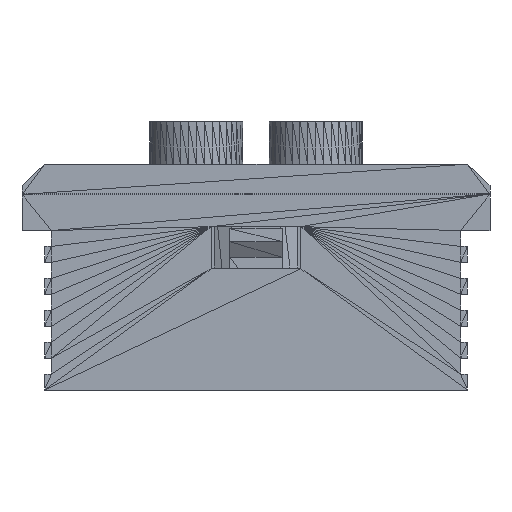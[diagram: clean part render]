
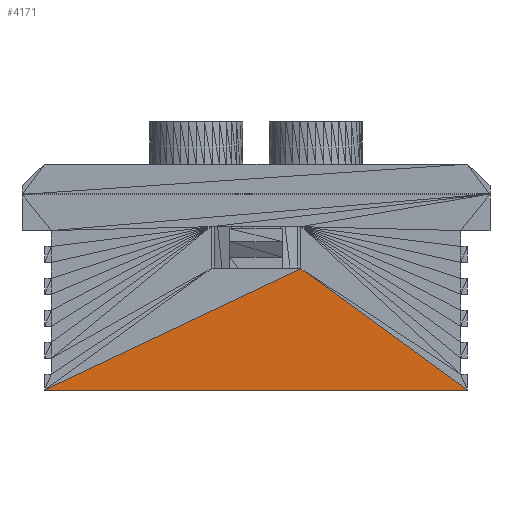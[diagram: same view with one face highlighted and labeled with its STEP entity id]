
A CAD part, top view. The second image highlights one B-rep face of the part: STEP entity #4171.
In plain terms, the highlighted planar face has unit normal (0, 0, 1).
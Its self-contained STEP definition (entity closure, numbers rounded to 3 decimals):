
#3730 = VERTEX_POINT('',#3731);
#3731 = CARTESIAN_POINT('',(20.936,0.,6.95));
#3750 = PLANE('',#3751);
#3751 = AXIS2_PLACEMENT_3D('',#3752,#3753,#3754);
#3752 = CARTESIAN_POINT('',(17.109,2.919,
    6.95));
#3753 = DIRECTION('',(0.,0.,1.));
#3754 = DIRECTION('',(0.,1.,0.));
#3818 = VERTEX_POINT('',#3819);
#3819 = CARTESIAN_POINT('',(13.115,5.7,
    6.95));
#3844 = EDGE_CURVE('',#3818,#3730,#3845,.T.);
#3845 = SURFACE_CURVE('',#3846,(#3850,#3857),.PCURVE_S1.);
#3846 = LINE('',#3847,#3848);
#3847 = CARTESIAN_POINT('',(13.115,5.7,
    6.95));
#3848 = VECTOR('',#3849,1.);
#3849 = DIRECTION('',(0.808,-0.589,0.));
#3850 = PCURVE('',#3750,#3851);
#3851 = DEFINITIONAL_REPRESENTATION('',(#3852),#3856);
#3852 = LINE('',#3853,#3854);
#3853 = CARTESIAN_POINT('',(2.781,3.994));
#3854 = VECTOR('',#3855,1.);
#3855 = DIRECTION('',(-0.589,-0.808));
#3856 = ( GEOMETRIC_REPRESENTATION_CONTEXT(2) 
PARAMETRIC_REPRESENTATION_CONTEXT() REPRESENTATION_CONTEXT('2D SPACE',''
  ) );
#3857 = PCURVE('',#3858,#3863);
#3858 = PLANE('',#3859);
#3859 = AXIS2_PLACEMENT_3D('',#3860,#3861,#3862);
#3860 = CARTESIAN_POINT('',(11.144,1.529,
    6.95));
#3861 = DIRECTION('',(0.,0.,1.));
#3862 = DIRECTION('',(0.,1.,0.));
#3863 = DEFINITIONAL_REPRESENTATION('',(#3864),#3867);
#3864 = B_SPLINE_CURVE_WITH_KNOTS('',1,(#3865,#3866),.UNSPECIFIED.,.F.,
  .F.,(2,2),(0.,9.678),.PIECEWISE_BEZIER_KNOTS.);
#3865 = CARTESIAN_POINT('',(4.171,-1.971));
#3866 = CARTESIAN_POINT('',(-1.529,-9.792));
#3867 = ( GEOMETRIC_REPRESENTATION_CONTEXT(2) 
PARAMETRIC_REPRESENTATION_CONTEXT() REPRESENTATION_CONTEXT('2D SPACE',''
  ) );
#4171 = ADVANCED_FACE('',(#4172),#3858,.T.);
#4172 = FACE_BOUND('',#4173,.T.);
#4173 = EDGE_LOOP('',(#4174,#4201,#4202));
#4174 = ORIENTED_EDGE('',*,*,#4175,.T.);
#4175 = EDGE_CURVE('',#4176,#3730,#4178,.T.);
#4176 = VERTEX_POINT('',#4177);
#4177 = CARTESIAN_POINT('',(1.064,0.,6.95));
#4178 = SURFACE_CURVE('',#4179,(#4183,#4190),.PCURVE_S1.);
#4179 = LINE('',#4180,#4181);
#4180 = CARTESIAN_POINT('',(1.064,0.,6.95));
#4181 = VECTOR('',#4182,1.);
#4182 = DIRECTION('',(1.,0.,0.));
#4183 = PCURVE('',#3858,#4184);
#4184 = DEFINITIONAL_REPRESENTATION('',(#4185),#4189);
#4185 = LINE('',#4186,#4187);
#4186 = CARTESIAN_POINT('',(-1.529,10.08));
#4187 = VECTOR('',#4188,1.);
#4188 = DIRECTION('',(0.,-1.));
#4189 = ( GEOMETRIC_REPRESENTATION_CONTEXT(2) 
PARAMETRIC_REPRESENTATION_CONTEXT() REPRESENTATION_CONTEXT('2D SPACE',''
  ) );
#4190 = PCURVE('',#4191,#4196);
#4191 = PLANE('',#4192);
#4192 = AXIS2_PLACEMENT_3D('',#4193,#4194,#4195);
#4193 = CARTESIAN_POINT('',(10.931,0.,6.546));
#4194 = DIRECTION('',(-0.,-1.,-0.));
#4195 = DIRECTION('',(0.,0.,-1.));
#4196 = DEFINITIONAL_REPRESENTATION('',(#4197),#4200);
#4197 = B_SPLINE_CURVE_WITH_KNOTS('',1,(#4198,#4199),.UNSPECIFIED.,.F.,
  .F.,(2,2),(0.,19.872),.PIECEWISE_BEZIER_KNOTS.);
#4198 = CARTESIAN_POINT('',(-0.404,-9.867));
#4199 = CARTESIAN_POINT('',(-0.404,10.005));
#4200 = ( GEOMETRIC_REPRESENTATION_CONTEXT(2) 
PARAMETRIC_REPRESENTATION_CONTEXT() REPRESENTATION_CONTEXT('2D SPACE',''
  ) );
#4201 = ORIENTED_EDGE('',*,*,#3844,.F.);
#4202 = ORIENTED_EDGE('',*,*,#4203,.F.);
#4203 = EDGE_CURVE('',#4176,#3818,#4204,.T.);
#4204 = SURFACE_CURVE('',#4205,(#4209,#4215),.PCURVE_S1.);
#4205 = LINE('',#4206,#4207);
#4206 = CARTESIAN_POINT('',(1.064,0.,6.95));
#4207 = VECTOR('',#4208,1.);
#4208 = DIRECTION('',(0.904,0.428,0.));
#4209 = PCURVE('',#3858,#4210);
#4210 = DEFINITIONAL_REPRESENTATION('',(#4211),#4214);
#4211 = B_SPLINE_CURVE_WITH_KNOTS('',1,(#4212,#4213),.UNSPECIFIED.,.F.,
  .F.,(2,2),(0.,13.331),.PIECEWISE_BEZIER_KNOTS.);
#4212 = CARTESIAN_POINT('',(-1.529,10.08));
#4213 = CARTESIAN_POINT('',(4.171,-1.971));
#4214 = ( GEOMETRIC_REPRESENTATION_CONTEXT(2) 
PARAMETRIC_REPRESENTATION_CONTEXT() REPRESENTATION_CONTEXT('2D SPACE',''
  ) );
#4215 = PCURVE('',#4216,#4221);
#4216 = PLANE('',#4217);
#4217 = AXIS2_PLACEMENT_3D('',#4218,#4219,#4220);
#4218 = CARTESIAN_POINT('',(6.945,3.293,6.95
    ));
#4219 = DIRECTION('',(0.,0.,1.));
#4220 = DIRECTION('',(1.,0.,-0.));
#4221 = DEFINITIONAL_REPRESENTATION('',(#4222),#4226);
#4222 = LINE('',#4223,#4224);
#4223 = CARTESIAN_POINT('',(-5.881,-3.293));
#4224 = VECTOR('',#4225,1.);
#4225 = DIRECTION('',(0.904,0.428));
#4226 = ( GEOMETRIC_REPRESENTATION_CONTEXT(2) 
PARAMETRIC_REPRESENTATION_CONTEXT() REPRESENTATION_CONTEXT('2D SPACE',''
  ) );
